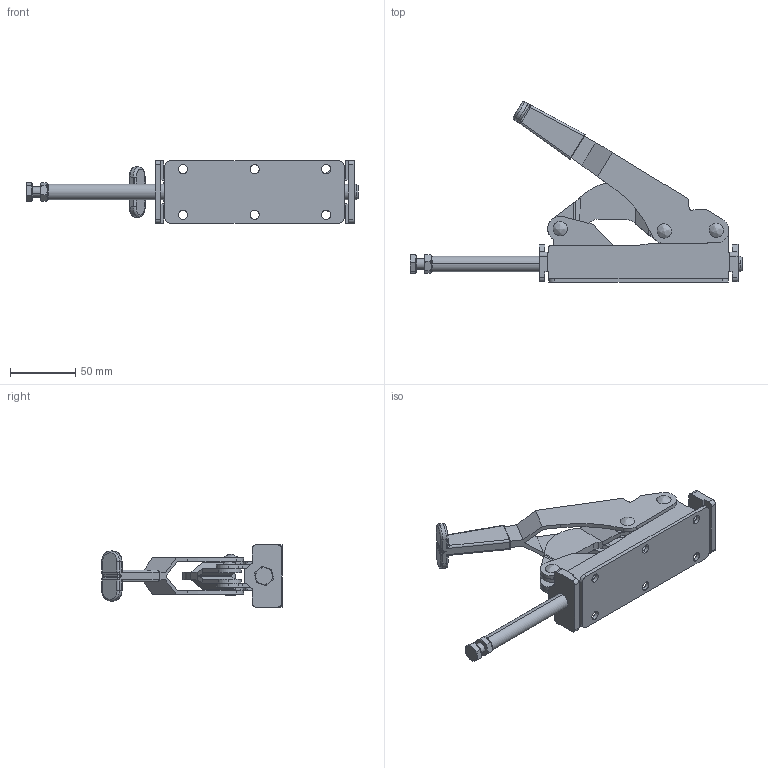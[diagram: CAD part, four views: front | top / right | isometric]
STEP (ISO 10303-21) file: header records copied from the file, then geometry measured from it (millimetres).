
FILE_DESCRIPTION (( 'STEP AP214' ), '1' );
FILE_NAME ('GH-36080.STEP', '2020-05-04T01:07:04', ( 'LinWei' ), ( '' ), 'SwSTEP 2.0', 'SolidWorks 2016', '' );
FILE_SCHEMA (( 'AUTOMOTIVE_DESIGN' ));
Length unit declared in the file: millimetre
Products named in the file (6): GH-SA-083012_1; Group4^組合件36-GH-36080; Group3^組合件36-GH-36080; Group2^組合件36-GH-36080; Group1^組合件36-GH-36080; GH-36080
Assembly tree (5 placements, depth 2):
  GH-36080
    Group1^組合件36-GH-36080
    Group2^組合件36-GH-36080
    Group3^組合件36-GH-36080
    Group4^組合件36-GH-36080
    GH-SA-083012_1
Bounding box: 255.24 x 138.71 x 48 mm (x, y, z)
Volume: 137893.3 mm3; surface area: 84097 mm2
Topology: 6 solids, 6 shells, 388 faces, 1034 edges, 662 vertices
Faces by surface type: plane 161, cylinder 157, bspline 35, cone 35
Entity records: 19492 total; most frequent: CARTESIAN_POINT 5397, ORIENTED_EDGE 2052, DIRECTION 1976, EDGE_CURVE 1026, AXIS2_PLACEMENT_3D 703, VERTEX_POINT 662, VECTOR 570, LINE 570
